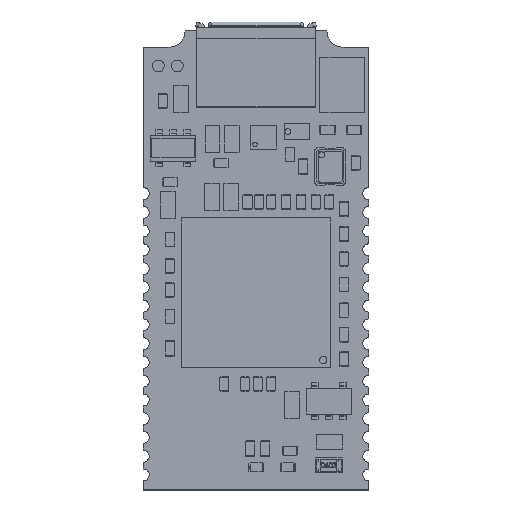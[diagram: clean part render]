
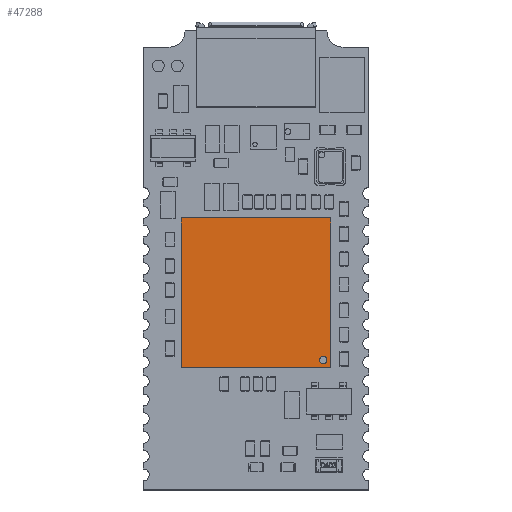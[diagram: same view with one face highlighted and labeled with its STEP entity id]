
A CAD part, top view. The second image highlights one B-rep face of the part: STEP entity #47288.
In plain terms, the highlighted planar face has unit normal (0, 0, 1).
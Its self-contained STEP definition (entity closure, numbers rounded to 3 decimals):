
#47159 = VERTEX_POINT('',#47160);
#47160 = CARTESIAN_POINT('',(5.075,-5.075,0.45));
#47166 = EDGE_CURVE('',#47159,#47167,#47169,.T.);
#47167 = VERTEX_POINT('',#47168);
#47168 = CARTESIAN_POINT('',(-5.075,-5.075,0.45));
#47169 = LINE('',#47170,#47171);
#47170 = CARTESIAN_POINT('',(5.075,-5.075,0.45));
#47171 = VECTOR('',#47172,1.);
#47172 = DIRECTION('',(-1.,0.,0.));
#47197 = EDGE_CURVE('',#47167,#47198,#47200,.T.);
#47198 = VERTEX_POINT('',#47199);
#47199 = CARTESIAN_POINT('',(-5.075,5.075,0.45));
#47200 = LINE('',#47201,#47202);
#47201 = CARTESIAN_POINT('',(-5.075,-5.075,0.45));
#47202 = VECTOR('',#47203,1.);
#47203 = DIRECTION('',(0.,1.,0.));
#47228 = EDGE_CURVE('',#47198,#47229,#47231,.T.);
#47229 = VERTEX_POINT('',#47230);
#47230 = CARTESIAN_POINT('',(5.075,5.075,0.45));
#47231 = LINE('',#47232,#47233);
#47232 = CARTESIAN_POINT('',(-5.075,5.075,0.45));
#47233 = VECTOR('',#47234,1.);
#47234 = DIRECTION('',(1.,0.,0.));
#47259 = EDGE_CURVE('',#47229,#47159,#47260,.T.);
#47260 = LINE('',#47261,#47262);
#47261 = CARTESIAN_POINT('',(5.075,5.075,0.45));
#47262 = VECTOR('',#47263,1.);
#47263 = DIRECTION('',(0.,-1.,0.));
#47288 = ADVANCED_FACE('',(#47289),#47295,.T.);
#47289 = FACE_BOUND('',#47290,.F.);
#47290 = EDGE_LOOP('',(#47291,#47292,#47293,#47294));
#47291 = ORIENTED_EDGE('',*,*,#47166,.T.);
#47292 = ORIENTED_EDGE('',*,*,#47197,.T.);
#47293 = ORIENTED_EDGE('',*,*,#47228,.T.);
#47294 = ORIENTED_EDGE('',*,*,#47259,.T.);
#47295 = PLANE('',#47296);
#47296 = AXIS2_PLACEMENT_3D('',#47297,#47298,#47299);
#47297 = CARTESIAN_POINT('',(5.075,-5.075,0.45));
#47298 = DIRECTION('',(0.,0.,1.));
#47299 = DIRECTION('',(1.,0.,0.));
